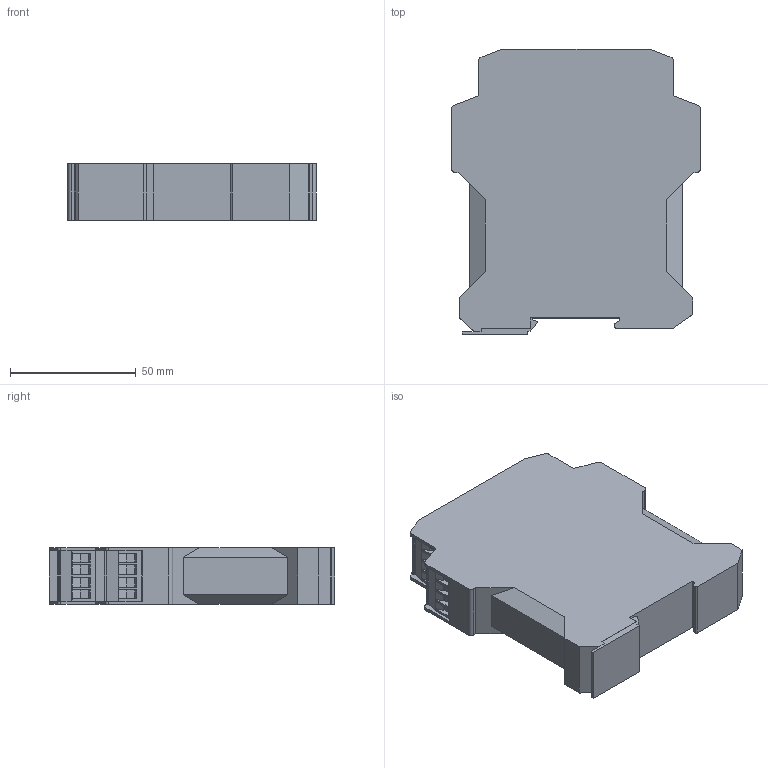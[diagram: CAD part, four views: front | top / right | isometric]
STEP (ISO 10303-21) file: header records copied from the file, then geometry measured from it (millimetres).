
FILE_DESCRIPTION(('SolidDesigner STEP Export'),'2;1');
FILE_NAME('2744429_PSM_ME_RS485_RS485_P-select.stp','2013-11-25T15:40:19',(''),(''),'Creo Elements/Direct Modeling STEP processor for AP214 (Solid Model)','Creo Elements/Direct Modeling 18.1B 29-Sep-2012 (C) Parametric Technology GmbH','');
FILE_SCHEMA(('AUTOMOTIVE_DESIGN { 1 0 10303 214 1 1 1 1 }'));
Length unit declared in the file: millimetre
Products named in the file (2): 2744429_PSM_ME_RS485_RS485_P-select
Assembly tree (1 placements, depth 2):
  2744429_PSM_ME_RS485_RS485_P-select
    2744429_PSM_ME_RS485_RS485_P-select
Bounding box: 99 x 113.6 x 22.6 mm (x, y, z)
Volume: 212574.4 mm3; surface area: 32960.4 mm2
Topology: 1 solids, 1 shells, 294 faces, 805 edges, 532 vertices
Faces by surface type: plane 237, cylinder 57
Entity records: 11049 total; most frequent: ORIENTED_EDGE 1610, CARTESIAN_POINT 1544, DIRECTION 1395, EDGE_CURVE 805, VECTOR 629, LINE 629, VERTEX_POINT 532, AXIS2_PLACEMENT_3D 383
